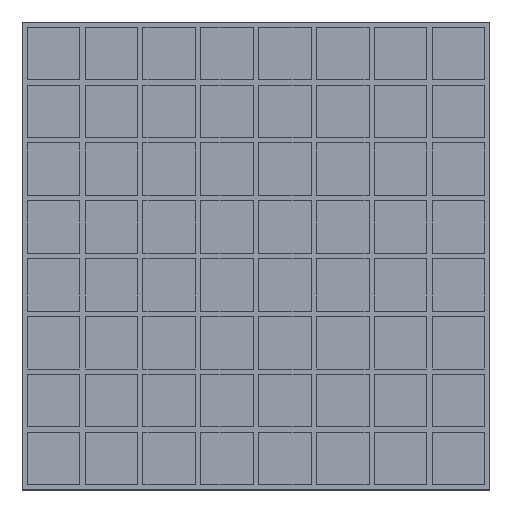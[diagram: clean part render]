
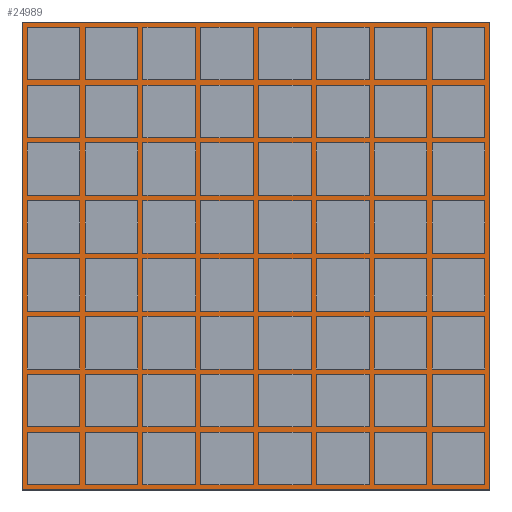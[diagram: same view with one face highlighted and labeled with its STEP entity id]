
A CAD part, top view. The second image highlights one B-rep face of the part: STEP entity #24989.
In plain terms, the highlighted planar face has unit normal (0, 0, 1).
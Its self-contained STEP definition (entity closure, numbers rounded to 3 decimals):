
#1031=FACE_OUTER_BOUND($,#2575,.T.);
#2575=EDGE_LOOP($,(#17666,#17667,#17668,#17669));
#4514=LINE($,#36856,#7762);
#4515=LINE($,#36858,#7763);
#4516=LINE($,#36860,#7764);
#4517=LINE($,#36861,#7765);
#7762=VECTOR($,#29851,17.8);
#7763=VECTOR($,#29852,17.8);
#7764=VECTOR($,#29853,17.8);
#7765=VECTOR($,#29854,17.8);
#10754=VERTEX_POINT($,#36854);
#10755=VERTEX_POINT($,#36855);
#10756=VERTEX_POINT($,#36857);
#10757=VERTEX_POINT($,#36859);
#13358=EDGE_CURVE($,#10754,#10755,#4514,.T.);
#13359=EDGE_CURVE($,#10755,#10756,#4515,.T.);
#13360=EDGE_CURVE($,#10756,#10757,#4516,.T.);
#13361=EDGE_CURVE($,#10757,#10754,#4517,.T.);
#17666=ORIENTED_EDGE($,*,*,#13358,.T.);
#17667=ORIENTED_EDGE($,*,*,#13359,.T.);
#17668=ORIENTED_EDGE($,*,*,#13360,.T.);
#17669=ORIENTED_EDGE($,*,*,#13361,.T.);
#23591=PLANE($,#26878);
#24989=ADVANCED_FACE($,(#1031),#23591,.F.);
#26878=AXIS2_PLACEMENT_3D($,#36853,#29849,#29850);
#29849=DIRECTION('center_axis',(0.,0.,-1.));
#29850=DIRECTION('ref_axis',(1.,0.,0.));
#29851=DIRECTION($,(0.,1.,0.));
#29852=DIRECTION($,(-1.,0.,0.));
#29853=DIRECTION($,(0.,-1.,0.));
#29854=DIRECTION($,(1.,0.,0.));
#36853=CARTESIAN_POINT('Origin',(0.,0.,5.05));
#36854=CARTESIAN_POINT('',(8.9,-8.9,5.05));
#36855=CARTESIAN_POINT('',(8.9,8.9,5.05));
#36856=CARTESIAN_POINT($,(8.9,0.,5.05));
#36857=CARTESIAN_POINT('',(-8.9,8.9,5.05));
#36858=CARTESIAN_POINT($,(0.,8.9,5.05));
#36859=CARTESIAN_POINT('',(-8.9,-8.9,5.05));
#36860=CARTESIAN_POINT($,(-8.9,0.,5.05));
#36861=CARTESIAN_POINT($,(0.,-8.9,5.05));
